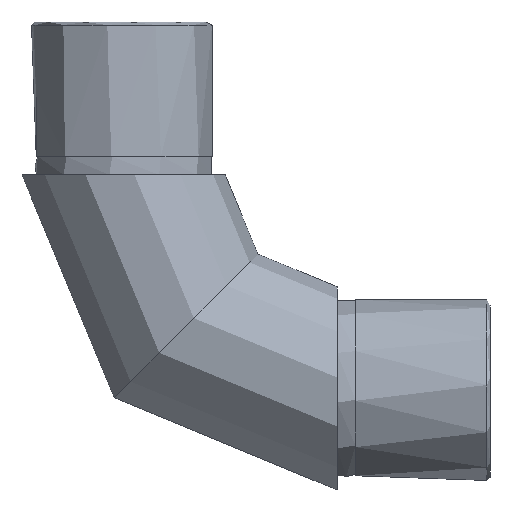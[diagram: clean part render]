
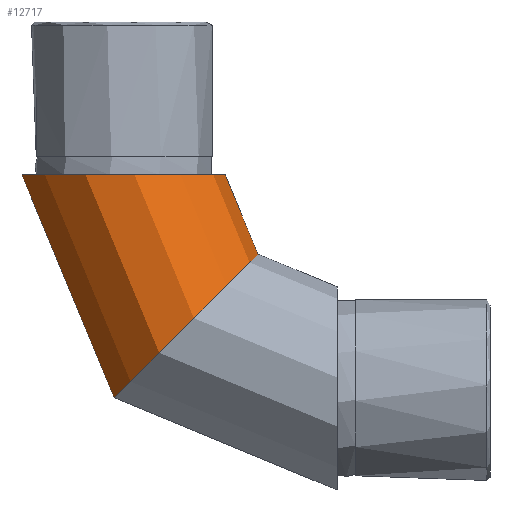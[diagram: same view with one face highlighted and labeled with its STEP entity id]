
A CAD part, left-side view. The second image highlights one B-rep face of the part: STEP entity #12717.
In plain terms, the highlighted toroidal (fillet/blend) face has major radius 35.15 mm and minor radius 16.85 mm.
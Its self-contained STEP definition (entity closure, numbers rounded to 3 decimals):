
#242 = CARTESIAN_POINT ( 'NONE',  ( 0., 0., 35.15 ) ) ;
#1121 = ORIENTED_EDGE ( 'NONE', *, *, #7718, .F. ) ;
#1282 = DIRECTION ( 'NONE',  ( 0., 1., 0. ) ) ;
#1324 = AXIS2_PLACEMENT_3D ( 'NONE', #242, #10759, #8499 ) ;
#1780 = EDGE_LOOP ( 'NONE', ( #7886 ) ) ;
#6467 = FACE_OUTER_BOUND ( 'NONE', #10330, .T. ) ;
#6594 = VERTEX_POINT ( 'NONE', #9515 ) ;
#6823 = DIRECTION ( 'NONE',  ( 0., -0.707, 0.707 ) ) ;
#6875 = CARTESIAN_POINT ( 'NONE',  ( 0., 24.855, 10.295 ) ) ;
#7718 = EDGE_CURVE ( 'NONE', #6594, #6594, #11045, .T. ) ;
#7886 = ORIENTED_EDGE ( 'NONE', *, *, #14124, .T. ) ;
#8499 = DIRECTION ( 'NONE',  ( 0., 0., 1. ) ) ;
#9454 = FACE_OUTER_BOUND ( 'NONE', #1780, .T. ) ;
#9515 = CARTESIAN_POINT ( 'NONE',  ( 0., 12.94, 22.21 ) ) ;
#10166 = CIRCLE ( 'NONE', #12238, 16.85 ) ;
#10330 = EDGE_LOOP ( 'NONE', ( #1121 ) ) ;
#10759 = DIRECTION ( 'NONE',  ( -1., 0., 0. ) ) ;
#10937 = TOROIDAL_SURFACE ( 'NONE', #1324, 35.15, 16.85 ) ;
#11045 = CIRCLE ( 'NONE', #13768, 16.85 ) ;
#12238 = AXIS2_PLACEMENT_3D ( 'NONE', #15322, #1282, #12879 ) ;
#12717 = ADVANCED_FACE ( 'NONE', ( #6467, #9454 ), #10937, .T. ) ;
#12879 = DIRECTION ( 'NONE',  ( 0., 0., 1. ) ) ;
#13768 = AXIS2_PLACEMENT_3D ( 'NONE', #6875, #14101, #6823 ) ;
#14101 = DIRECTION ( 'NONE',  ( 0., 0.707, 0.707 ) ) ;
#14124 = EDGE_CURVE ( 'NONE', #15160, #15160, #10166, .T. ) ;
#14134 = CARTESIAN_POINT ( 'NONE',  ( 0., 0., 16.85 ) ) ;
#15160 = VERTEX_POINT ( 'NONE', #14134 ) ;
#15322 = CARTESIAN_POINT ( 'NONE',  ( 0., 0., 0. ) ) ;
